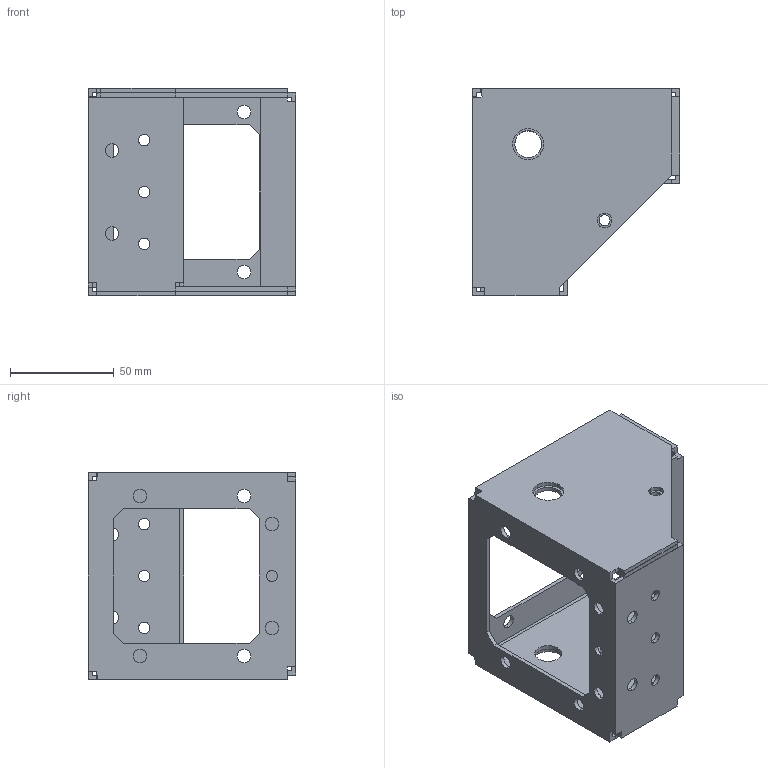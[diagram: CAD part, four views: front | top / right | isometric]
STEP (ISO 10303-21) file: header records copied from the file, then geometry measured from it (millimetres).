
FILE_DESCRIPTION (( 'STEP AP203' ), '1' );
FILE_NAME ('烂扰 275.06.006.STEP', '2024-01-26T08:06:42', ( '' ), ( '' ), 'SwSTEP 2.0', 'SolidWorks 2022', '' );
FILE_SCHEMA (( 'CONFIG_CONTROL_DESIGN' ));
Length unit declared in the file: millimetre
Products named in the file (1): АГИЕ 275.06.006
Bounding box: 100 x 100 x 100 mm (x, y, z)
Volume: 97290.4 mm3; surface area: 102752.5 mm2
Topology: 1 solids, 1 shells, 159 faces, 483 edges, 322 vertices
Faces by surface type: plane 87, cylinder 68, bspline 4
Entity records: 5894 total; most frequent: CARTESIAN_POINT 1241, ORIENTED_EDGE 966, DIRECTION 915, EDGE_CURVE 483, VECTOR 331, LINE 331, VERTEX_POINT 322, AXIS2_PLACEMENT_3D 292
